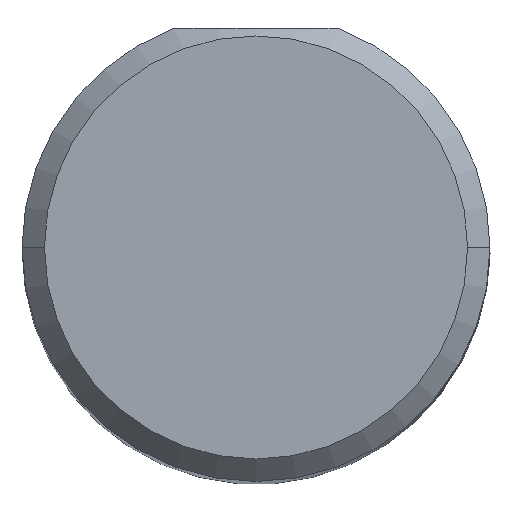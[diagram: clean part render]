
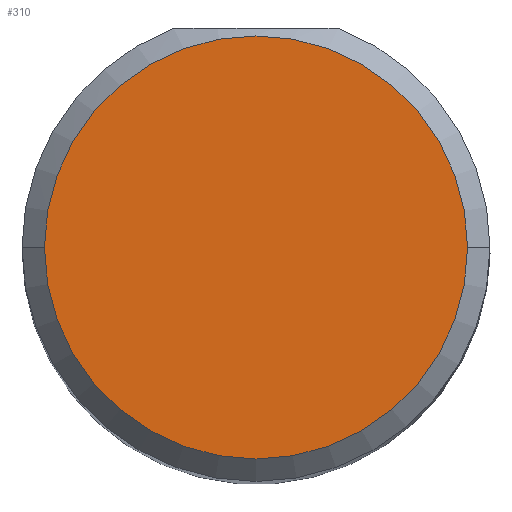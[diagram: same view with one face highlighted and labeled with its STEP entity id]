
A CAD part, top view. The second image highlights one B-rep face of the part: STEP entity #310.
In plain terms, the highlighted planar face has unit normal (0, 0, 1).
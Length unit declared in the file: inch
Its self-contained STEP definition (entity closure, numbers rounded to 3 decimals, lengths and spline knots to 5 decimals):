
#7 = AXIS2_PLACEMENT_3D ( 'NONE', #270, #38, #117 ) ;
#38 = DIRECTION ( 'NONE',  ( 0., 0., 1. ) ) ;
#50 = AXIS2_PLACEMENT_3D ( 'NONE', #421, #503, #383 ) ;
#67 = PLANE ( 'NONE',  #7 ) ;
#117 = DIRECTION ( 'NONE',  ( 1., 0., 0. ) ) ;
#137 = DIRECTION ( 'NONE',  ( 0., 0., 1. ) ) ;
#146 = EDGE_CURVE ( 'NONE', #431, #189, #156, .T. ) ;
#153 = EDGE_CURVE ( 'NONE', #189, #431, #281, .T. ) ;
#156 = CIRCLE ( 'NONE', #50, 0.14125 ) ;
#189 = VERTEX_POINT ( 'NONE', #219 ) ;
#219 = CARTESIAN_POINT ( 'NONE',  ( -0.14125, 0., 2.5 ) ) ;
#270 = CARTESIAN_POINT ( 'NONE',  ( 0., 0., 2.5 ) ) ;
#274 = EDGE_LOOP ( 'NONE', ( #521, #502 ) ) ;
#281 = CIRCLE ( 'NONE', #418, 0.14125 ) ;
#310 = ADVANCED_FACE ( 'NONE', ( #477 ), #67, .T. ) ;
#383 = DIRECTION ( 'NONE',  ( 1., 0., 0. ) ) ;
#386 = DIRECTION ( 'NONE',  ( 1., 0., 0. ) ) ;
#418 = AXIS2_PLACEMENT_3D ( 'NONE', #463, #137, #386 ) ;
#421 = CARTESIAN_POINT ( 'NONE',  ( 0., 0., 2.5 ) ) ;
#431 = VERTEX_POINT ( 'NONE', #486 ) ;
#463 = CARTESIAN_POINT ( 'NONE',  ( 0., 0., 2.5 ) ) ;
#477 = FACE_OUTER_BOUND ( 'NONE', #274, .T. ) ;
#486 = CARTESIAN_POINT ( 'NONE',  ( 0.14125, 0., 2.5 ) ) ;
#502 = ORIENTED_EDGE ( 'NONE', *, *, #146, .T. ) ;
#503 = DIRECTION ( 'NONE',  ( 0., 0., 1. ) ) ;
#521 = ORIENTED_EDGE ( 'NONE', *, *, #153, .T. ) ;
